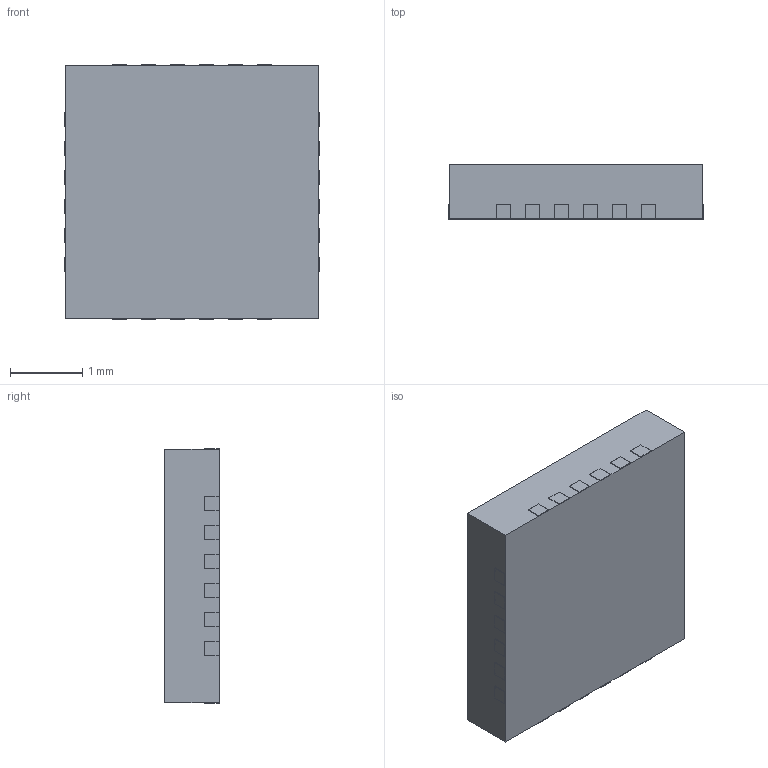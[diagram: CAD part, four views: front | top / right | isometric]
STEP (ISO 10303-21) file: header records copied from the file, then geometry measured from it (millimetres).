
FILE_DESCRIPTION(/* description */ (''),/* implementation_level */ '2;1');
FILE_NAME(/* name */ 'QFN-24_EP_3.5x3.5_Pitch0.4mm.step',/* time_stamp */ '2021-02-25T21:37:18+00:00',/* author */ (''),/* organization */ (''),/* preprocessor_version */ 'ST-DEVELOPER v18.1',/* originating_system */ 'Autodesk Translation Framework v9.7.1.1290',/* authorisation */ '');
FILE_SCHEMA (('AUTOMOTIVE_DESIGN { 1 0 10303 214 3 1 1 }'));
Length unit declared in the file: millimetre
Products named in the file (1): QFN-24_EP_3.5x3.5_Pitch0.4mm
Bounding box: 3.52 x 0.75 x 3.52 mm (x, y, z)
Volume: 9.2 mm3; surface area: 37.2 mm2
Topology: 25 solids, 25 shells, 152 faces, 303 edges, 202 vertices
Faces by surface type: plane 151, cylinder 1
Full cylindrical faces by diameter (mm): 0.283 x1
Entity records: 3872 total; most frequent: CARTESIAN_POINT 658, DIRECTION 611, ORIENTED_EDGE 606, EDGE_CURVE 303, LINE 301, VECTOR 301, VERTEX_POINT 202, AXIS2_PLACEMENT_3D 155
